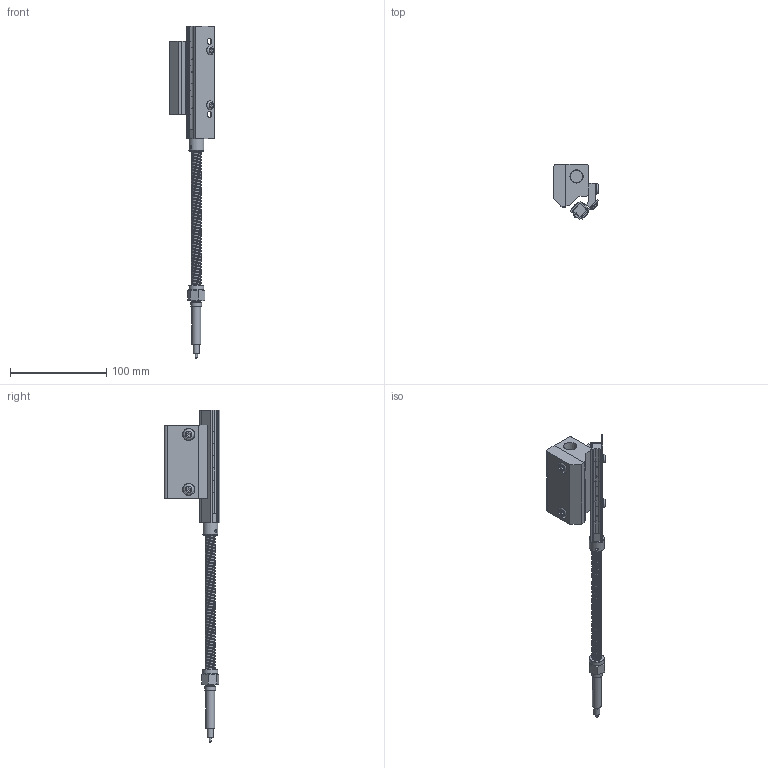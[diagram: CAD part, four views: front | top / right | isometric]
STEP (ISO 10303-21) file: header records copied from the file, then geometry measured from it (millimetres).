
FILE_DESCRIPTION(/* description */ (''),/* implementation_level */ '2;1');
FILE_NAME(/* name */ '112003-DIM.stp',/* time_stamp */ '2017-03-29T13:20:54-04:00',/* author */ ('ryan longshore'),/* organization */ (''),/* preprocessor_version */ 'ST-DEVELOPER v16.5',/* originating_system */ 'Autodesk Inventor 2017',/* authorisation */ '');
FILE_SCHEMA (('AUTOMOTIVE_DESIGN { 1 0 10303 214 3 1 1 }'));
Length unit declared in the file: inch
Products named in the file (23): 112003-DIM; 8003-DIM; 901825; 901574; 901437; 901592; 901565; 901515; 901587; 901724-DIM; 901576-DIM; 901576 without spring-DIM; 901577; 901806-DIM; 901625; 901770; 110003-DIM; 110003-B; 110003-C; Unbrako - 1/4 x 3/4; 7525; Unbrako - 1/4 x 1/2; Unbrako - 10 x 1/4
Assembly tree (28 placements, depth 4):
  112003-DIM
    8003-DIM
      901825
      901574
      901437
      901592
      901565
      901515
      901587
      901724-DIM
      901576-DIM  x3
        901576 without spring-DIM
        901577
      901806-DIM
      901625
      901770
    110003-DIM
      110003-B
      110003-C
      Unbrako - 1/4 x 3/4  x2
    7525  x2
    Unbrako - 1/4 x 1/2  x2
    Unbrako - 10 x 1/4  x2
Bounding box: 46.9 x 57.63 x 345.53 mm (x, y, z)
Volume: 132315 mm3; surface area: 71527.4 mm2
Topology: 25 solids, 25 shells, 393 faces, 889 edges, 570 vertices
Faces by surface type: plane 205, cylinder 110, cone 56, torus 16, bspline 6
Full cylindrical faces by diameter (mm): 0.508 x1, 0.635 x6, 1.984 x2, 2.54 x1, 2.667 x3, 2.845 x1, 3.454 x1, 3.485 x1, 3.937 x3, 4.089 x2, 4.826 x2, 4.978 x1, 5.055 x1, 5.159 x4, 5.715 x7, 6.35 x5, 6.604 x1, 6.731 x1, 6.747 x2, 7.144 x4, 8.128 x2, 9.144 x1, 9.169 x2, 9.423 x1, 9.525 x3, 10.414 x2, 11.1 x4, 11.112 x2, 12.7 x2, 13.462 x1
Entity records: 24005 total; most frequent: CARTESIAN_POINT 17408, DIRECTION 1318, ORIENTED_EDGE 1046, AXIS2_PLACEMENT_3D 528, EDGE_CURVE 523, EDGE_LOOP 442, VERTEX_POINT 391, FACE_OUTER_BOUND 286
